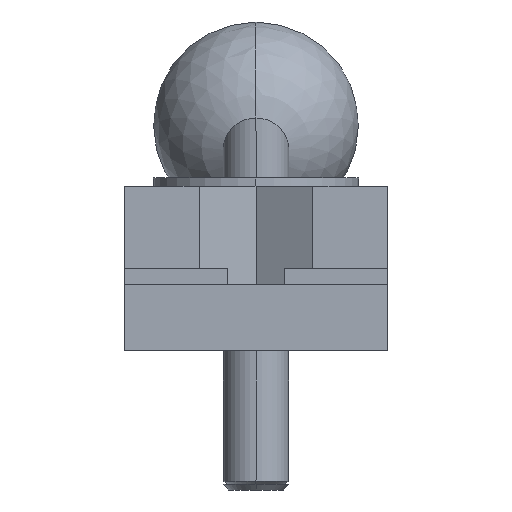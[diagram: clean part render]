
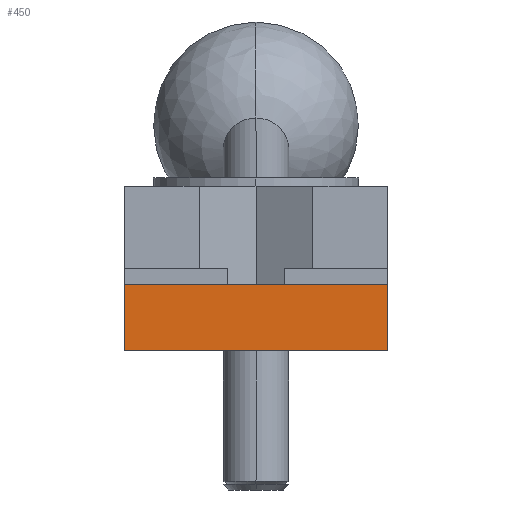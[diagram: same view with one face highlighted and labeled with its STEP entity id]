
A CAD part, left-side view. The second image highlights one B-rep face of the part: STEP entity #450.
In plain terms, the highlighted planar face has unit normal (-1, 0, 0).
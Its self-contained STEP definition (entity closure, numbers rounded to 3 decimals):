
#450=ADVANCED_FACE('',(#1247),#1248,.T.);
#514=EDGE_CURVE('',#596,#568,#1316,.T.);
#568=VERTEX_POINT('',#1380);
#594=VERTEX_POINT('',#1408);
#596=VERTEX_POINT('',#1410);
#946=EDGE_CURVE('',#596,#1130,#1797,.T.);
#998=EDGE_CURVE('',#568,#594,#1856,.T.);
#1130=VERTEX_POINT('',#2007);
#1132=EDGE_CURVE('',#594,#1130,#2009,.T.);
#1247=FACE_OUTER_BOUND('',#2128,.T.);
#1248=PLANE('',#2129);
#1316=LINE('',#2239,#2240);
#1380=CARTESIAN_POINT('',(-30.0,-16.0,0.0));
#1408=CARTESIAN_POINT('',(-30.0,-16.0,8.0));
#1410=CARTESIAN_POINT('',(-30.0,16.0,0.0));
#1797=LINE('',#2965,#2966);
#1856=LINE('',#3079,#3080);
#2007=CARTESIAN_POINT('',(-30.0,16.0,8.0));
#2009=LINE('',#3292,#3293);
#2128=EDGE_LOOP('',(#3447,#3448,#3449,#3450));
#2129=AXIS2_PLACEMENT_3D('',#3451,#3452,#3453);
#2239=CARTESIAN_POINT('',(-30.0,16.0,0.0));
#2240=VECTOR('',#3514,1.0);
#2965=CARTESIAN_POINT('',(-30.0,16.0,0.0));
#2966=VECTOR('',#4033,1.0);
#3079=CARTESIAN_POINT('',(-30.0,-16.0,0.0));
#3080=VECTOR('',#4112,1.0);
#3292=CARTESIAN_POINT('',(-30.0,16.0,8.0));
#3293=VECTOR('',#4330,1.0);
#3447=ORIENTED_EDGE('',*,*,#1132,.T.);
#3448=ORIENTED_EDGE('',*,*,#946,.F.);
#3449=ORIENTED_EDGE('',*,*,#514,.T.);
#3450=ORIENTED_EDGE('',*,*,#998,.T.);
#3451=CARTESIAN_POINT('',(-30.0,-16.0,0.0));
#3452=DIRECTION('',(-1.0,0.0,0.0));
#3453=DIRECTION('',(0.0,0.0,1.0));
#3514=DIRECTION('',(0.0,-1.0,0.0));
#4033=DIRECTION('',(0.0,0.0,1.0));
#4112=DIRECTION('',(0.0,0.0,1.0));
#4330=DIRECTION('',(0.0,1.0,0.0));
